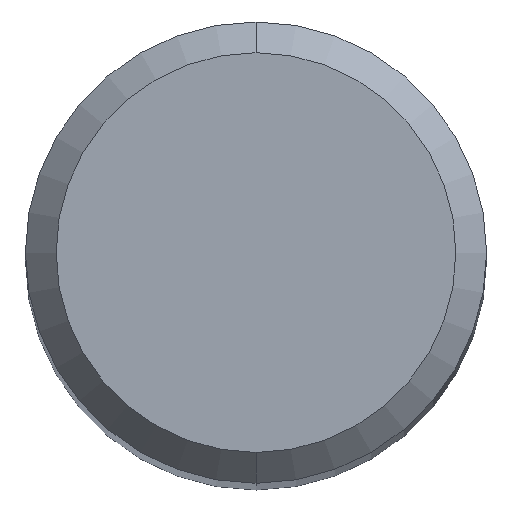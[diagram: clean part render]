
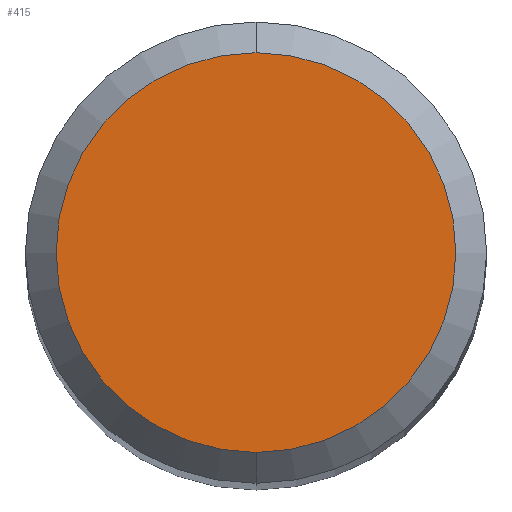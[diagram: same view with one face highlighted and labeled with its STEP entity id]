
A CAD part, top view. The second image highlights one B-rep face of the part: STEP entity #415.
In plain terms, the highlighted planar face has unit normal (0, 0, 1).
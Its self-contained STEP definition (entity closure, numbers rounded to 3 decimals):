
#415=ADVANCED_FACE('',(#989),#990,.T.);
#553=EDGE_CURVE('',#741,#779,#1137,.T.);
#653=EDGE_CURVE('',#779,#741,#1248,.T.);
#741=VERTEX_POINT('',#1342);
#779=VERTEX_POINT('',#1388);
#989=FACE_OUTER_BOUND('',#2177,.T.);
#990=PLANE('',#2178);
#1137=CIRCLE('',#3102,2.6);
#1248=CIRCLE('',#3850,2.6);
#1342=CARTESIAN_POINT('',(0.0,2.6,0.0));
#1388=CARTESIAN_POINT('',(0.,-2.6,0.0));
#2177=EDGE_LOOP('',(#5086,#5087));
#2178=AXIS2_PLACEMENT_3D('',#5088,#5089,#5090);
#3102=AXIS2_PLACEMENT_3D('',#5220,#5221,#5222);
#3850=AXIS2_PLACEMENT_3D('',#5373,#5374,#5375);
#5086=ORIENTED_EDGE('',*,*,#553,.F.);
#5087=ORIENTED_EDGE('',*,*,#653,.F.);
#5088=CARTESIAN_POINT('',(0.0,1.3,0.0));
#5089=DIRECTION('',(-0.0,0.0,1.0));
#5090=DIRECTION('',(0.0,-1.0,0.0));
#5220=CARTESIAN_POINT('',(0.0,0.0,0.0));
#5221=DIRECTION('',(0.0,0.0,-1.0));
#5222=DIRECTION('',(0.0,1.0,0.0));
#5373=CARTESIAN_POINT('',(0.0,0.0,0.0));
#5374=DIRECTION('',(0.0,0.0,-1.0));
#5375=DIRECTION('',(0.0,1.0,0.0));
